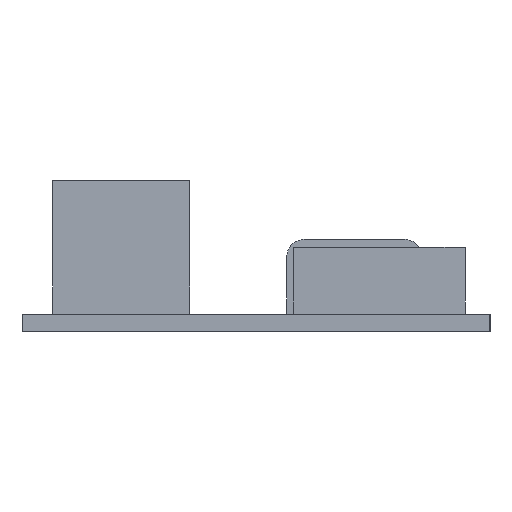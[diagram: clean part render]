
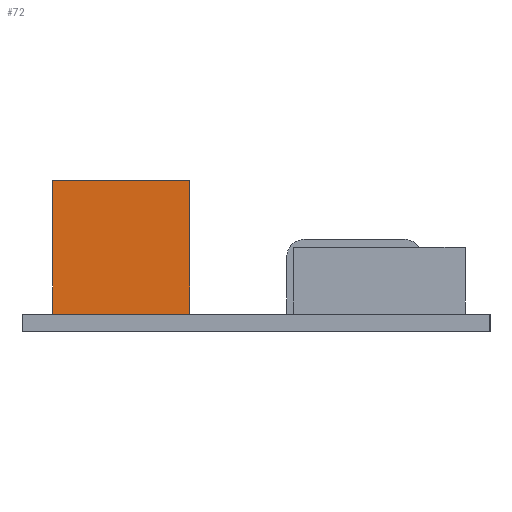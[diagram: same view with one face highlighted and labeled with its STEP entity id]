
A CAD part, left-side view. The second image highlights one B-rep face of the part: STEP entity #72.
In plain terms, the highlighted planar face has unit normal (-1, 0, 0).
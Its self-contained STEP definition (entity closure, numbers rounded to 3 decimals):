
#72=ADVANCED_FACE('',(#230),#2011,.T.);
#230=FACE_OUTER_BOUND('',#388,.T.);
#388=EDGE_LOOP('',(#795,#796,#797,#798));
#795=ORIENTED_EDGE('',*,*,#1117,.T.);
#796=ORIENTED_EDGE('',*,*,#1297,.F.);
#797=ORIENTED_EDGE('',*,*,#1296,.F.);
#798=ORIENTED_EDGE('',*,*,#1294,.T.);
#1117=EDGE_CURVE('',#1758,#1757,#1443,.T.);
#1294=EDGE_CURVE('',#1889,#1758,#1620,.T.);
#1296=EDGE_CURVE('',#1889,#1890,#1622,.T.);
#1297=EDGE_CURVE('',#1890,#1757,#1623,.T.);
#1443=B_SPLINE_CURVE_WITH_KNOTS('',1,(#2837,#2838),.UNSPECIFIED.,.F.,.F.,
(2,2),(0.,16.),.UNSPECIFIED.);
#1620=B_SPLINE_CURVE_WITH_KNOTS('',1,(#3191,#3192),.UNSPECIFIED.,.F.,.F.,
(2,2),(0.,15.6),.UNSPECIFIED.);
#1622=B_SPLINE_CURVE_WITH_KNOTS('',1,(#3195,#3196),.UNSPECIFIED.,.F.,.F.,
(2,2),(0.,16.),.UNSPECIFIED.);
#1623=B_SPLINE_CURVE_WITH_KNOTS('',1,(#3197,#3198),.UNSPECIFIED.,.F.,.F.,
(2,2),(0.,15.6),.UNSPECIFIED.);
#1757=VERTEX_POINT('',#2607);
#1758=VERTEX_POINT('',#2608);
#1889=VERTEX_POINT('',#2739);
#1890=VERTEX_POINT('',#2740);
#2011=PLANE('',#2230);
#2230=AXIS2_PLACEMENT_3D('',#2514,#2370,$);
#2370=DIRECTION('',(-1.,0.,0.));
#2514=CARTESIAN_POINT('',(6.6,34.973,2.04));
#2607=CARTESIAN_POINT('',(6.6,34.973,2.04));
#2608=CARTESIAN_POINT('',(6.6,50.973,2.04));
#2739=CARTESIAN_POINT('',(6.6,50.973,17.64));
#2740=CARTESIAN_POINT('',(6.6,34.973,17.64));
#2837=CARTESIAN_POINT('',(6.6,50.973,2.04));
#2838=CARTESIAN_POINT('',(6.6,34.973,2.04));
#3191=CARTESIAN_POINT('',(6.6,50.973,17.64));
#3192=CARTESIAN_POINT('',(6.6,50.973,2.04));
#3195=CARTESIAN_POINT('',(6.6,50.973,17.64));
#3196=CARTESIAN_POINT('',(6.6,34.973,17.64));
#3197=CARTESIAN_POINT('',(6.6,34.973,17.64));
#3198=CARTESIAN_POINT('',(6.6,34.973,2.04));
